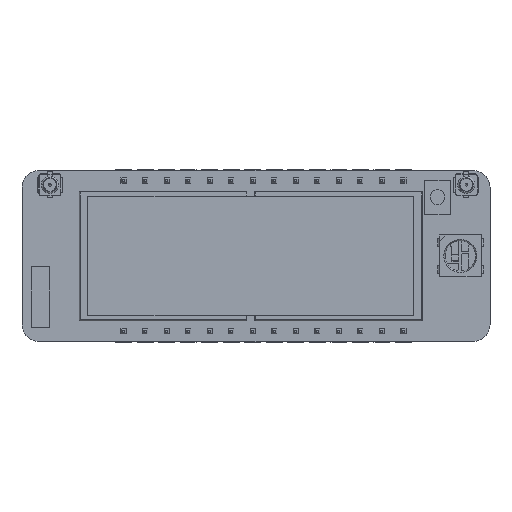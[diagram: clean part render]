
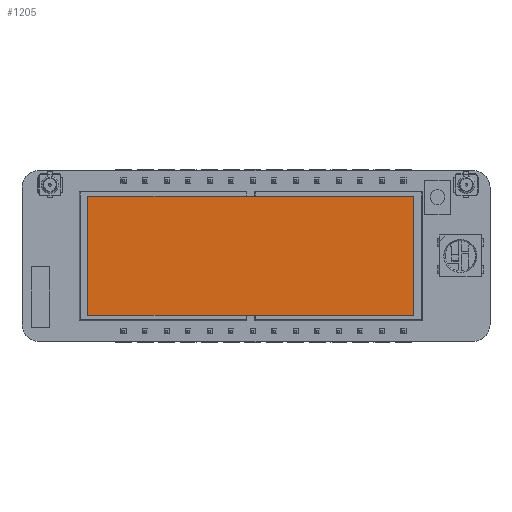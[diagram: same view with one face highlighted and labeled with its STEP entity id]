
A CAD part, top view. The second image highlights one B-rep face of the part: STEP entity #1205.
In plain terms, the highlighted planar face has unit normal (0, 0, 1).
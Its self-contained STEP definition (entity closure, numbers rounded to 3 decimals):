
#1205=ADVANCED_FACE('',(#2474),#2475,.T.);
#2474=FACE_OUTER_BOUND('',#4069,.T.);
#2475=PLANE('',#4070);
#4069=EDGE_LOOP('',(#5973,#5974,#5975,#5976));
#4070=AXIS2_PLACEMENT_3D('',#5977,#5978,#5979);
#5973=ORIENTED_EDGE('',*,*,#10229,.T.);
#5974=ORIENTED_EDGE('',*,*,#10388,.T.);
#5975=ORIENTED_EDGE('',*,*,#10389,.T.);
#5976=ORIENTED_EDGE('',*,*,#10390,.T.);
#5977=CARTESIAN_POINT('',(-8.875,-7.025,0.1));
#5978=DIRECTION('',(0.0,0.0,1.0));
#5979=DIRECTION('',(1.0,0.0,0.0));
#10229=EDGE_CURVE('',#12150,#12148,#12151,.T.);
#10388=EDGE_CURVE('',#12148,#12428,#12429,.T.);
#10389=EDGE_CURVE('',#12428,#12430,#12431,.T.);
#10390=EDGE_CURVE('',#12430,#12150,#12432,.T.);
#12148=VERTEX_POINT('',#14901);
#12150=VERTEX_POINT('',#14904);
#12151=LINE('',#14905,#14906);
#12428=VERTEX_POINT('',#15291);
#12429=LINE('',#15292,#15293);
#12430=VERTEX_POINT('',#15294);
#12431=LINE('',#15295,#15296);
#12432=LINE('',#15297,#15298);
#14901=CARTESIAN_POINT('',(-8.875,-7.025,0.1));
#14904=CARTESIAN_POINT('',(-8.875,7.025,0.1));
#14905=CARTESIAN_POINT('',(-8.875,7.025,0.1));
#14906=VECTOR('',#18418,1.0);
#15291=CARTESIAN_POINT('',(29.575,-7.025,0.1));
#15292=CARTESIAN_POINT('',(-8.875,-7.025,0.1));
#15293=VECTOR('',#18599,1.0);
#15294=CARTESIAN_POINT('',(29.575,7.025,0.1));
#15295=CARTESIAN_POINT('',(29.575,-7.025,0.1));
#15296=VECTOR('',#18600,1.0);
#15297=CARTESIAN_POINT('',(29.575,7.025,0.1));
#15298=VECTOR('',#18601,1.0);
#18418=DIRECTION('',(0.0,-1.0,0.0));
#18599=DIRECTION('',(1.0,0.0,0.0));
#18600=DIRECTION('',(0.0,1.0,0.0));
#18601=DIRECTION('',(-1.0,0.0,0.0));
